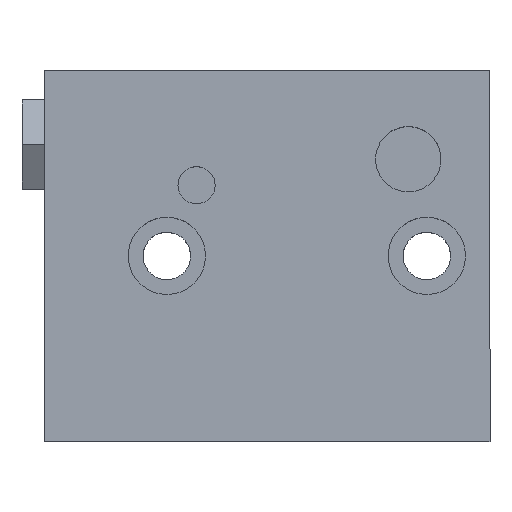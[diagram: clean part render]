
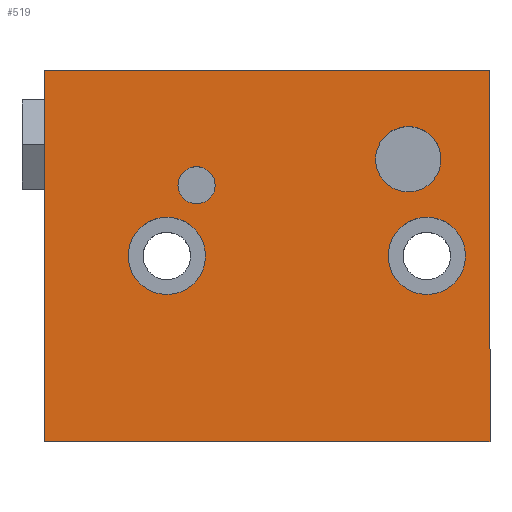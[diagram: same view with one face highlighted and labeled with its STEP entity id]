
A CAD part, top view. The second image highlights one B-rep face of the part: STEP entity #519.
In plain terms, the highlighted planar face has unit normal (0, 0, 1).
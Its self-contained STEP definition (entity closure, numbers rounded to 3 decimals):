
#35=LINE('',#830,#65);
#38=LINE('',#871,#68);
#41=LINE('',#877,#71);
#44=LINE('',#881,#74);
#65=VECTOR('',#678,50.);
#68=VECTOR('',#729,60.);
#71=VECTOR('',#734,50.);
#74=VECTOR('',#739,60.);
#97=PLANE('',#584);
#122=FACE_BOUND('',#224,.T.);
#123=FACE_BOUND('',#225,.T.);
#124=FACE_BOUND('',#226,.T.);
#125=FACE_BOUND('',#227,.T.);
#163=FACE_OUTER_BOUND('',#223,.T.);
#223=EDGE_LOOP('',(#457,#458,#459,#460));
#224=EDGE_LOOP('',(#461));
#225=EDGE_LOOP('',(#462));
#226=EDGE_LOOP('',(#463));
#227=EDGE_LOOP('',(#464));
#246=CIRCLE('',#560,4.4);
#248=CIRCLE('',#564,5.2);
#251=CIRCLE('',#569,2.5);
#253=CIRCLE('',#573,5.2);
#285=VERTEX_POINT('',#827);
#286=VERTEX_POINT('',#829);
#288=VERTEX_POINT('',#835);
#290=VERTEX_POINT('',#841);
#293=VERTEX_POINT('',#849);
#295=VERTEX_POINT('',#855);
#300=VERTEX_POINT('',#870);
#302=VERTEX_POINT('',#876);
#337=EDGE_CURVE('',#286,#285,#35,.T.);
#340=EDGE_CURVE('',#288,#288,#246,.T.);
#342=EDGE_CURVE('',#290,#290,#248,.T.);
#345=EDGE_CURVE('',#293,#293,#251,.T.);
#347=EDGE_CURVE('',#295,#295,#253,.T.);
#352=EDGE_CURVE('',#300,#286,#38,.T.);
#355=EDGE_CURVE('',#302,#300,#41,.T.);
#358=EDGE_CURVE('',#285,#302,#44,.T.);
#457=ORIENTED_EDGE('',*,*,#358,.T.);
#458=ORIENTED_EDGE('',*,*,#355,.T.);
#459=ORIENTED_EDGE('',*,*,#352,.T.);
#460=ORIENTED_EDGE('',*,*,#337,.T.);
#461=ORIENTED_EDGE('',*,*,#340,.T.);
#462=ORIENTED_EDGE('',*,*,#342,.T.);
#463=ORIENTED_EDGE('',*,*,#345,.T.);
#464=ORIENTED_EDGE('',*,*,#347,.T.);
#519=ADVANCED_FACE('',(#163,#122,#123,#124,#125),#97,.T.);
#560=AXIS2_PLACEMENT_3D('',#836,#684,#685);
#564=AXIS2_PLACEMENT_3D('',#842,#692,#693);
#569=AXIS2_PLACEMENT_3D('',#850,#702,#703);
#573=AXIS2_PLACEMENT_3D('',#856,#710,#711);
#584=AXIS2_PLACEMENT_3D('',#882,#740,#741);
#678=DIRECTION('',(0.,-1.,0.));
#684=DIRECTION('center_axis',(0.,0.,-1.));
#685=DIRECTION('ref_axis',(-1.,0.,0.));
#692=DIRECTION('center_axis',(0.,0.,-1.));
#693=DIRECTION('ref_axis',(-1.,0.,0.));
#702=DIRECTION('center_axis',(0.,0.,-1.));
#703=DIRECTION('ref_axis',(-1.,0.,0.));
#710=DIRECTION('center_axis',(0.,0.,-1.));
#711=DIRECTION('ref_axis',(-1.,0.,0.));
#729=DIRECTION('',(-1.,0.,0.));
#734=DIRECTION('',(0.,1.,0.));
#739=DIRECTION('',(1.,0.,0.));
#740=DIRECTION('center_axis',(0.,0.,1.));
#741=DIRECTION('ref_axis',(1.,0.,0.));
#827=CARTESIAN_POINT('',(-51.5,-25.,25.));
#829=CARTESIAN_POINT('',(-51.5,25.,25.));
#830=CARTESIAN_POINT('',(-51.5,25.,25.));
#835=CARTESIAN_POINT('',(1.9,13.,25.));
#836=CARTESIAN_POINT('Origin',(-2.5,13.,25.));
#841=CARTESIAN_POINT('',(5.2,0.,25.));
#842=CARTESIAN_POINT('Origin',(0.,0.,25.));
#849=CARTESIAN_POINT('',(-28.5,9.5,25.));
#850=CARTESIAN_POINT('Origin',(-31.,9.5,25.));
#855=CARTESIAN_POINT('',(-29.8,0.,25.));
#856=CARTESIAN_POINT('Origin',(-35.,0.,25.));
#870=CARTESIAN_POINT('',(8.5,25.,25.));
#871=CARTESIAN_POINT('',(8.5,25.,25.));
#876=CARTESIAN_POINT('',(8.5,-25.,25.));
#877=CARTESIAN_POINT('',(8.5,-25.,25.));
#881=CARTESIAN_POINT('',(-51.5,-25.,25.));
#882=CARTESIAN_POINT('Origin',(-21.5,0.,25.));
